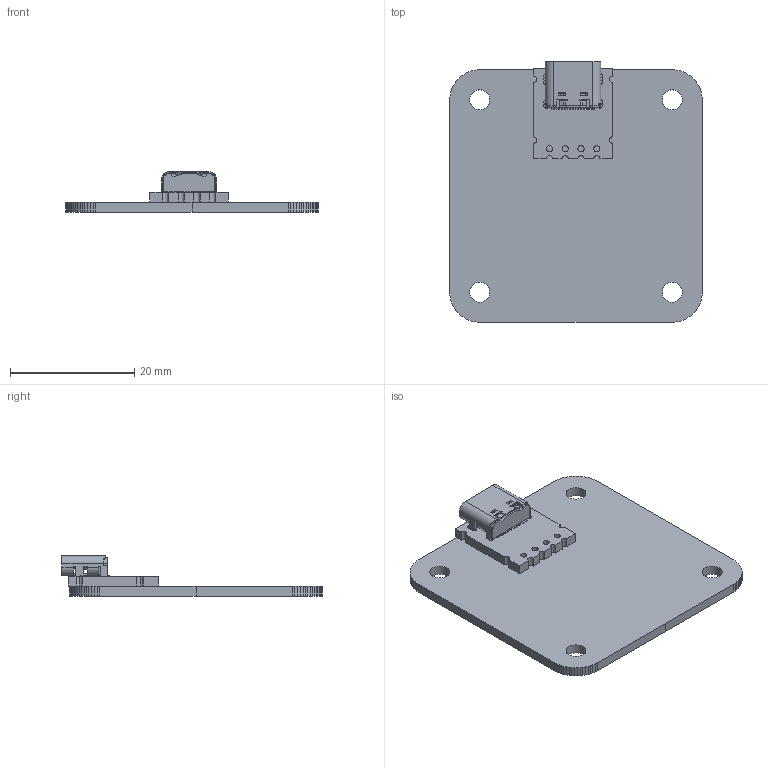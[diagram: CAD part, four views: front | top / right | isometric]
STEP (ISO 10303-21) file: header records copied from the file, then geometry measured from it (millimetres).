
FILE_DESCRIPTION(('KiCad electronic assembly'),'2;1');
FILE_NAME('SAMD11_DRV8825_NEM17.step','2024-04-06T19:04:07',('Pcbnew'),( 'Kicad'),'Open CASCADE STEP processor 7.6','KiCad to STEP converter' ,'Unknown');
FILE_SCHEMA(('AUTOMOTIVE_DESIGN { 1 0 10303 214 1 1 1 1 }'));
Length unit declared in the file: millimetre
Products named in the file (4): SAMD11_DRV8825_NEM17 1; type-C-Breakout; COMPOUND; PCB
Assembly tree (3 placements, depth 3):
  SAMD11_DRV8825_NEM17 1
    type-C-Breakout
      COMPOUND
    PCB
Bounding box: 40.64 x 41.93 x 6.52 mm (x, y, z)
Volume: 2921.2 mm3; surface area: 4496.8 mm2
Topology: 32 solids, 32 shells, 935 faces, 2416 edges, 1542 vertices
Faces by surface type: plane 655, cylinder 221, cone 47, sphere 4, torus 4, bspline 4
Full cylindrical faces by diameter (mm): 1 x4, 3.2 x4
Entity records: 62941 total; most frequent: CARTESIAN_POINT 14447, DIRECTION 9104, LINE 6102, VECTOR 6102, ORIENTED_EDGE 4804, PCURVE 4804, DEFINITIONAL_REPRESENTATION 4804, EDGE_CURVE 2402
